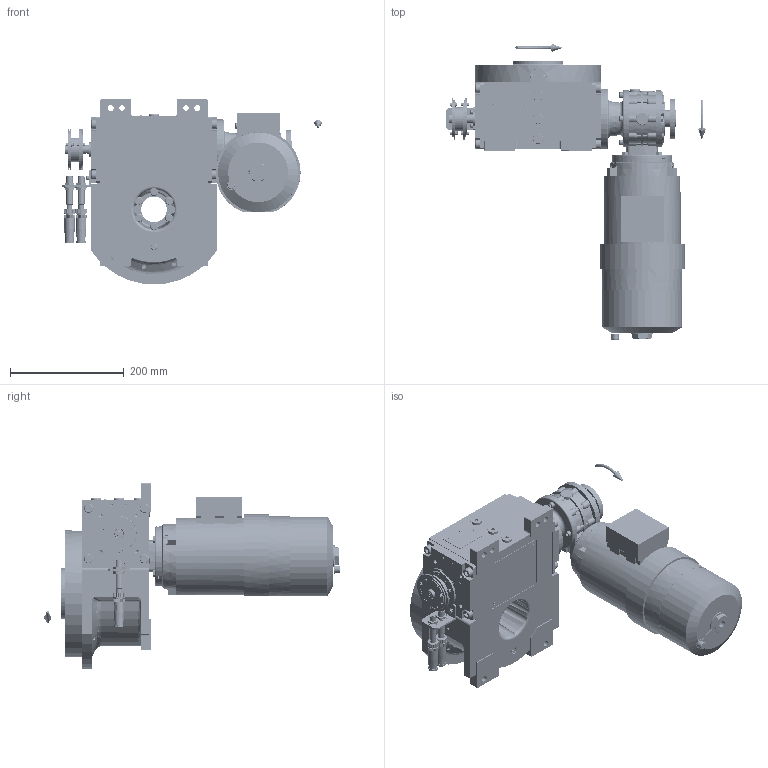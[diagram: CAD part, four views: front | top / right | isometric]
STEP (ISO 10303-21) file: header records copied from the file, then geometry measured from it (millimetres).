
FILE_DESCRIPTION (( 'STEP AP203' ), '1' );
FILE_NAME ('PC5200465.step', '2024-07-03T14:47:40', ( '' ), ( '' ), 'SwSTEP 2.0', 'SolidWorks 2020', '' );
FILE_SCHEMA (( 'CONFIG_CONTROL_DESIGN' ));
Length unit declared in the file: millimetre
Products named in the file (92): cfn2070_05_005; cfn2003_01_054; cfn2107_01_001; AS_rig06_017; rig06_005_n_01; cfn2115_02_165; RIG06_005_ASM.stp; cfn2000_01_126; cfn2476_01_002_60x46; RMI40_F1_LFB_DX_71B14; cfn2151_01_109; cfn2401_02_005; cfn2155_01_056; cfn2115_02_178; cfn2155_01_303; CFN2000_01_185.stp; rig06_004_s_001; cfn2000_01_161; cfn2158_01_011; PC5200465; 900_38_10_028; AS_rig06_004; AS_cfn2400_04_024; cfn2000_01_103; 900_38_30_003; cfn2000_01_124; rig06_004; RIG06_021_AF0.stp; CFN2104_02_017.stp; cfn2276_01_074; 9004_2512; rig06_071_08_m_asm.stp; 900_00_00_005; CFN2356_03_047.stp; AS_rig06_004_s_001; rig06_003_8; cfn2115_02_194; rig06_016; BA71B14; freccia_angolare_albero ...
Assembly tree (88 placements, depth 5):
  cfn2115_02_165
  cfn2151_01_109
  PC5200465
    rig06_001_a
    AS_cfn2476_01_002_60x46
      cfn2476_01_002_60x46
      cfn2107_01_001
      cfn2107_01_001
    AS_rig06_071_8_m
      rig06_071_08_m_asm.stp
        RIG06_005_ASM.stp
          RIG06_021_AF0.stp
          CFN2000_01_185.stp
          CFN2000_01_185.stp
          CFN2104_02_017.stp
        CFN2010_02_002.stp
      rig06_005_n_01
      rig06_003_8
      cfn2104_01_016  x2
      cfn2000_01_124
      cfn2000_01_124  x6
      cfn2000_01_124
      cfn2000_01_124
      cfn2000_01_124
      cfn2155_01_303
    AS_rig06_017
      rig06_017
      cfn2158_01_011
      cfn2000_01_126
      cfn2000_01_126
      cfn2000_01_126
      cfn2000_01_126
      cfn2000_01_126
      cfn2000_01_126
    AS_rig06_004
      rig06_004
      cfn2070_05_005
      cfn2000_01_103
      cfn2000_01_103
      cfn2000_01_103
      cfn2000_01_103
      cfn2155_01_056
    AS_rig06_004_s_001
      rig06_004_s_001
      cfn2070_05_005
      cfn2000_01_103
      cfn2000_01_103
      cfn2000_01_103
      cfn2000_01_103
      cfn2155_01_056
    AS_rig06_002_bl_022
      rig06_002_bl_022
      cfn2115_02_178
    9004_2512
    cfn2128_04_004
    cfn2128_04_004
    cfn2128_04_004
    cfn2128_19_002
    AS_rig06_016
      rig06_016
Bounding box: 455.5 x 519.67 x 325 mm (x, y, z)
Volume: 7708218.5 mm3; surface area: 1179926 mm2
Topology: 76 solids, 76 shells, 5947 faces, 15185 edges, 9661 vertices
Faces by surface type: plane 2738, cylinder 2069, cone 941, torus 170, bspline 23, sphere 6
Entity records: 167404 total; most frequent: CARTESIAN_POINT 42131, DIRECTION 24374, ORIENTED_EDGE 24010, EDGE_CURVE 12005, AXIS2_PLACEMENT_3D 8986, VERTEX_POINT 7715, LINE 6402, VECTOR 6402
